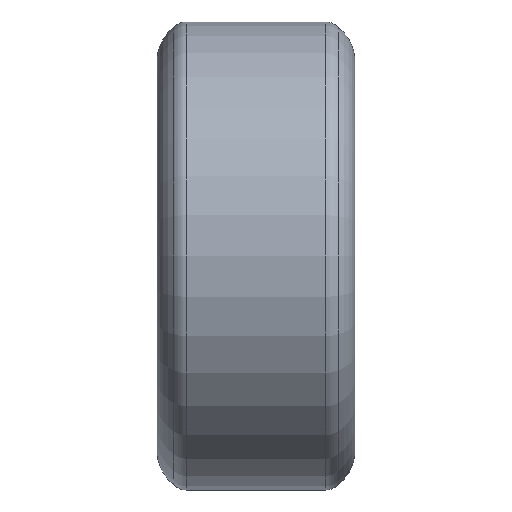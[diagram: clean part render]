
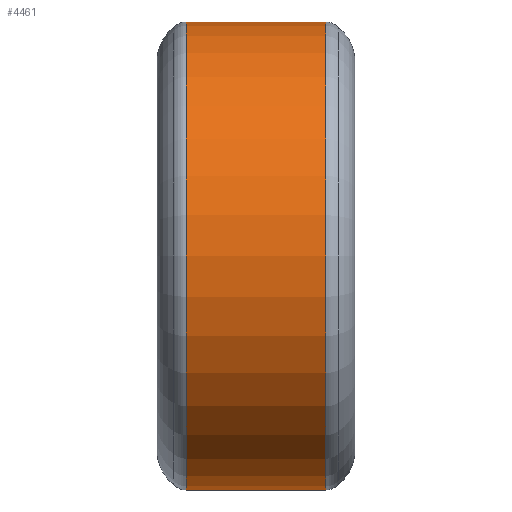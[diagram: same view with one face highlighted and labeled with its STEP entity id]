
A CAD part, front view. The second image highlights one B-rep face of the part: STEP entity #4461.
In plain terms, the highlighted cylindrical face has radius 260.06 mm (diameter 520.12 mm), a partial arc.
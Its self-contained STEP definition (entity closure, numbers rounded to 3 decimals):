
#27 = FACE_OUTER_BOUND ( 'NONE', #3464, .T. ) ;
#42 = CARTESIAN_POINT ( 'NONE',  ( 134.85, 426.556, -260.06 ) ) ;
#246 = ORIENTED_EDGE ( 'NONE', *, *, #2958, .F. ) ;
#467 = ORIENTED_EDGE ( 'NONE', *, *, #7074, .T. ) ;
#836 = DIRECTION ( 'NONE',  ( -1., 0., 0. ) ) ;
#1046 = VERTEX_POINT ( 'NONE', #7928 ) ;
#1368 = VERTEX_POINT ( 'NONE', #4608 ) ;
#1410 = CIRCLE ( 'NONE', #1418, 260.06 ) ;
#1418 = AXIS2_PLACEMENT_3D ( 'NONE', #3142, #836, #6029 ) ;
#1454 = DIRECTION ( 'NONE',  ( -1., 0., 0. ) ) ;
#2197 = DIRECTION ( 'NONE',  ( 0., 0., 1. ) ) ;
#2265 = CARTESIAN_POINT ( 'NONE',  ( -19.839, 426.556, -260.06 ) ) ;
#2383 = LINE ( 'NONE', #2866, #5320 ) ;
#2866 = CARTESIAN_POINT ( 'NONE',  ( 18.405, 426.556, 260.06 ) ) ;
#2958 = EDGE_CURVE ( 'NONE', #5880, #1046, #1410, .T. ) ;
#3142 = CARTESIAN_POINT ( 'NONE',  ( -19.839, 426.556, 0. ) ) ;
#3267 = CARTESIAN_POINT ( 'NONE',  ( 18.405, 426.556, -260.06 ) ) ;
#3464 = EDGE_LOOP ( 'NONE', ( #5189, #467, #3685, #246 ) ) ;
#3607 = CARTESIAN_POINT ( 'NONE',  ( 134.85, 426.556, 0. ) ) ;
#3611 = CYLINDRICAL_SURFACE ( 'NONE', #8352, 260.06 ) ;
#3641 = DIRECTION ( 'NONE',  ( -1., 0., 0. ) ) ;
#3685 = ORIENTED_EDGE ( 'NONE', *, *, #9280, .T. ) ;
#4177 = EDGE_CURVE ( 'NONE', #9257, #5880, #9559, .T. ) ;
#4398 = DIRECTION ( 'NONE',  ( 0., 0., 1. ) ) ;
#4461 = ADVANCED_FACE ( 'NONE', ( #27 ), #3611, .T. ) ;
#4608 = CARTESIAN_POINT ( 'NONE',  ( 134.85, 426.556, 260.06 ) ) ;
#4739 = DIRECTION ( 'NONE',  ( -1., 0., 0. ) ) ;
#5149 = DIRECTION ( 'NONE',  ( -1., 0., 0. ) ) ;
#5173 = CARTESIAN_POINT ( 'NONE',  ( 18.405, 426.556, 0. ) ) ;
#5189 = ORIENTED_EDGE ( 'NONE', *, *, #4177, .F. ) ;
#5320 = VECTOR ( 'NONE', #5149, 1000. ) ;
#5423 = AXIS2_PLACEMENT_3D ( 'NONE', #3607, #3641, #4398 ) ;
#5569 = CIRCLE ( 'NONE', #5423, 260.06 ) ;
#5880 = VERTEX_POINT ( 'NONE', #2265 ) ;
#6029 = DIRECTION ( 'NONE',  ( 0., 0., 1. ) ) ;
#7074 = EDGE_CURVE ( 'NONE', #9257, #1368, #5569, .T. ) ;
#7928 = CARTESIAN_POINT ( 'NONE',  ( -19.839, 426.556, 260.06 ) ) ;
#8352 = AXIS2_PLACEMENT_3D ( 'NONE', #5173, #1454, #2197 ) ;
#8867 = VECTOR ( 'NONE', #4739, 1000. ) ;
#9257 = VERTEX_POINT ( 'NONE', #42 ) ;
#9280 = EDGE_CURVE ( 'NONE', #1368, #1046, #2383, .T. ) ;
#9559 = LINE ( 'NONE', #3267, #8867 ) ;
